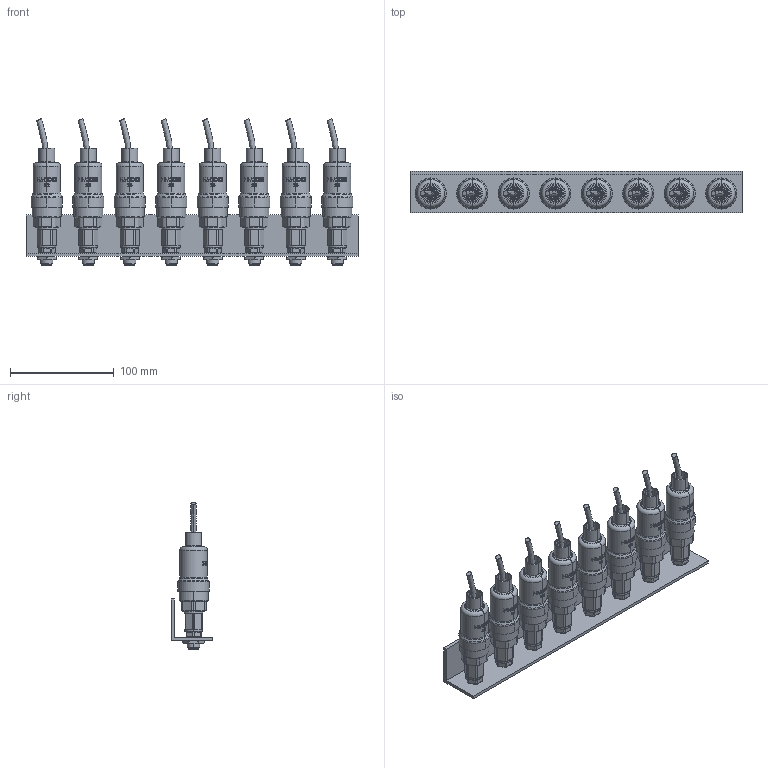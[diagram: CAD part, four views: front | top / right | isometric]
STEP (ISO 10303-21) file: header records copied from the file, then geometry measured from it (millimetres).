
FILE_DESCRIPTION (( 'STEP AP214' ), '1' );
FILE_NAME ('MSDSO-7M_Leiste mit Druckschaltern.STEP', '2015-02-25T12:58:16', ( 'Admin1' ), ( '' ), 'SwSTEP 2.0', 'SolidWorks 2014', '' );
FILE_SCHEMA (( 'AUTOMOTIVE_DESIGN' ));
Length unit declared in the file: millimetre
Products named in the file (1): MSDSO-7M_Leiste mit Druckschaltern
Bounding box: 320 x 40 x 141.33 mm (x, y, z)
Surface area: 136736.3 mm2 (no closed solid volume)
Topology: 0 solids, 72 shells, 1393 faces, 4801 edges, 3364 vertices
Faces by surface type: plane 494, cylinder 402, bspline 273, torus 128, cone 96
Entity records: 88440 total; most frequent: CARTESIAN_POINT 36040, ORIENTED_EDGE 7336, DIRECTION 6716, EDGE_CURVE 4801, VERTEX_POINT 3364, AXIS2_PLACEMENT_3D 2559, B_SPLINE_CURVE_WITH_KNOTS 1765, LINE 1598
